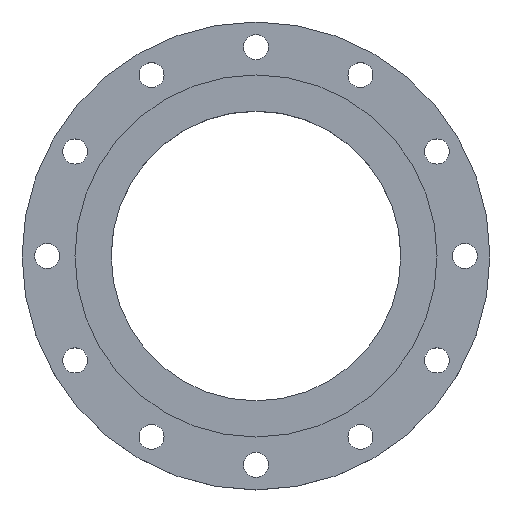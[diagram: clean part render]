
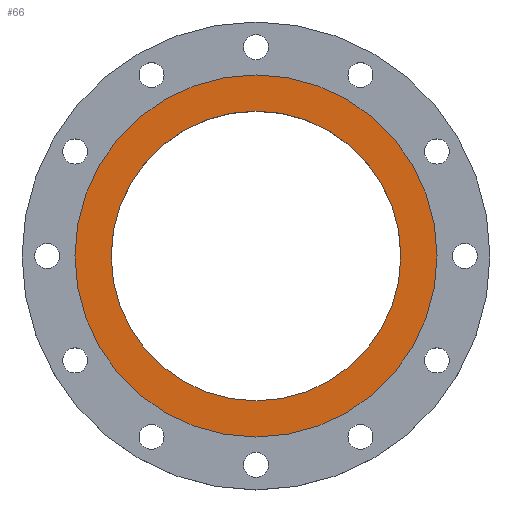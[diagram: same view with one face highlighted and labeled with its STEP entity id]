
A CAD part, top view. The second image highlights one B-rep face of the part: STEP entity #66.
In plain terms, the highlighted planar face has unit normal (0, 0, 1).
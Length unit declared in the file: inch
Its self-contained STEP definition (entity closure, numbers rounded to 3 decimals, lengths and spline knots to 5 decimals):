
#31 = EDGE_LOOP ( 'NONE', ( #594, #335 ) ) ;
#66 = ADVANCED_FACE ( 'NONE', ( #319, #1201 ), #104, .F. ) ;
#104 = PLANE ( 'NONE',  #207 ) ;
#148 = EDGE_CURVE ( 'NONE', #1218, #1004, #689, .T. ) ;
#155 = DIRECTION ( 'NONE',  ( 1., 0., 0. ) ) ;
#164 = AXIS2_PLACEMENT_3D ( 'NONE', #904, #1129, #1003 ) ;
#198 = EDGE_CURVE ( 'NONE', #1004, #1218, #583, .T. ) ;
#207 = AXIS2_PLACEMENT_3D ( 'NONE', #842, #835, #1298 ) ;
#230 = AXIS2_PLACEMENT_3D ( 'NONE', #273, #1408, #1165 ) ;
#273 = CARTESIAN_POINT ( 'NONE',  ( 0., 0., 0. ) ) ;
#282 = EDGE_LOOP ( 'NONE', ( #883, #1273 ) ) ;
#306 = AXIS2_PLACEMENT_3D ( 'NONE', #951, #496, #155 ) ;
#319 = FACE_BOUND ( 'NONE', #282, .T. ) ;
#335 = ORIENTED_EDGE ( 'NONE', *, *, #1311, .T. ) ;
#445 = DIRECTION ( 'NONE',  ( 0., 0., 1. ) ) ;
#457 = VERTEX_POINT ( 'NONE', #613 ) ;
#496 = DIRECTION ( 'NONE',  ( 0., 0., 1. ) ) ;
#583 = CIRCLE ( 'NONE', #164, 6.5 ) ;
#594 = ORIENTED_EDGE ( 'NONE', *, *, #1295, .T. ) ;
#602 = VERTEX_POINT ( 'NONE', #1185 ) ;
#613 = CARTESIAN_POINT ( 'NONE',  ( -8.125, 0., 0. ) ) ;
#668 = DIRECTION ( 'NONE',  ( 1., 0., 0. ) ) ;
#689 = CIRCLE ( 'NONE', #715, 6.5 ) ;
#715 = AXIS2_PLACEMENT_3D ( 'NONE', #984, #445, #668 ) ;
#835 = DIRECTION ( 'NONE',  ( 0., 0., -1. ) ) ;
#842 = CARTESIAN_POINT ( 'NONE',  ( 0., 6.5, 0. ) ) ;
#883 = ORIENTED_EDGE ( 'NONE', *, *, #198, .F. ) ;
#904 = CARTESIAN_POINT ( 'NONE',  ( 0., 0., 0. ) ) ;
#928 = CARTESIAN_POINT ( 'NONE',  ( 6.5, 0., 0. ) ) ;
#951 = CARTESIAN_POINT ( 'NONE',  ( 0., 0., 0. ) ) ;
#967 = CIRCLE ( 'NONE', #306, 8.125 ) ;
#984 = CARTESIAN_POINT ( 'NONE',  ( 0., 0., 0. ) ) ;
#1003 = DIRECTION ( 'NONE',  ( 1., 0., 0. ) ) ;
#1004 = VERTEX_POINT ( 'NONE', #928 ) ;
#1129 = DIRECTION ( 'NONE',  ( 0., 0., 1. ) ) ;
#1165 = DIRECTION ( 'NONE',  ( 1., 0., 0. ) ) ;
#1185 = CARTESIAN_POINT ( 'NONE',  ( 8.125, 0., 0. ) ) ;
#1201 = FACE_OUTER_BOUND ( 'NONE', #31, .T. ) ;
#1218 = VERTEX_POINT ( 'NONE', #1249 ) ;
#1249 = CARTESIAN_POINT ( 'NONE',  ( -6.5, 0., 0. ) ) ;
#1273 = ORIENTED_EDGE ( 'NONE', *, *, #148, .F. ) ;
#1295 = EDGE_CURVE ( 'NONE', #602, #457, #1447, .T. ) ;
#1298 = DIRECTION ( 'NONE',  ( -1., 0., 0. ) ) ;
#1311 = EDGE_CURVE ( 'NONE', #457, #602, #967, .T. ) ;
#1408 = DIRECTION ( 'NONE',  ( 0., 0., 1. ) ) ;
#1447 = CIRCLE ( 'NONE', #230, 8.125 ) ;
